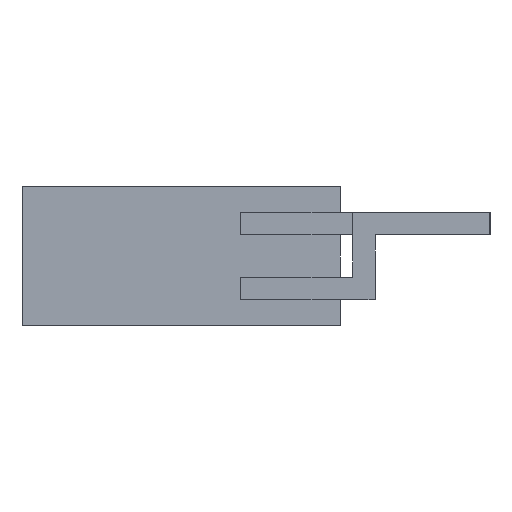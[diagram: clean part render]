
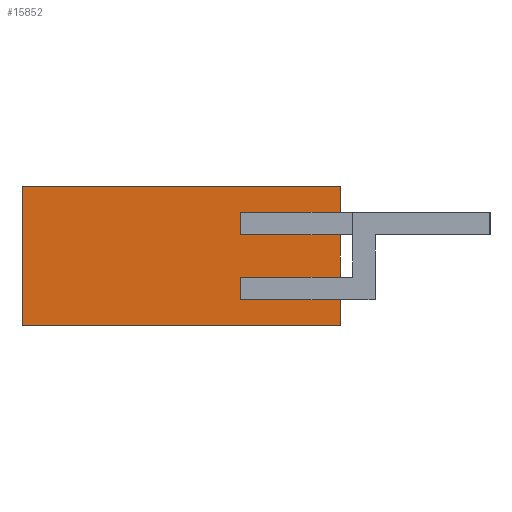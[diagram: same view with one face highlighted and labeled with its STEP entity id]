
A CAD part, left-side view. The second image highlights one B-rep face of the part: STEP entity #15852.
In plain terms, the highlighted planar face has unit normal (-1, 0, 0).
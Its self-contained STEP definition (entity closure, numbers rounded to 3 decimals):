
#380 = VERTEX_POINT ( 'NONE', #1327 ) ;
#411 = VECTOR ( 'NONE', #2862, 1000. ) ;
#1092 = DIRECTION ( 'NONE',  ( 0., 0., 1. ) ) ;
#1121 = CARTESIAN_POINT ( 'NONE',  ( -1000., 12.75, -5.6 ) ) ;
#1327 = CARTESIAN_POINT ( 'NONE',  ( -1000., -4.75, -3.5 ) ) ;
#1837 = ORIENTED_EDGE ( 'NONE', *, *, #15119, .F. ) ;
#1883 = VECTOR ( 'NONE', #6220, 1000. ) ;
#1964 = ORIENTED_EDGE ( 'NONE', *, *, #8788, .F. ) ;
#2068 = EDGE_CURVE ( 'NONE', #12876, #12860, #7699, .T. ) ;
#2089 = EDGE_CURVE ( 'NONE', #8360, #4336, #13627, .T. ) ;
#2283 = FACE_OUTER_BOUND ( 'NONE', #16211, .T. ) ;
#2300 = EDGE_CURVE ( 'NONE', #4722, #11201, #10058, .T. ) ;
#2500 = CARTESIAN_POINT ( 'NONE',  ( -1000., -12.75, 5.6 ) ) ;
#2560 = CARTESIAN_POINT ( 'NONE',  ( -1000., -12.75, 5.6 ) ) ;
#2819 = ORIENTED_EDGE ( 'NONE', *, *, #13983, .F. ) ;
#2862 = DIRECTION ( 'NONE',  ( 0., 0., -1. ) ) ;
#3139 = LINE ( 'NONE', #15364, #6077 ) ;
#3543 = ORIENTED_EDGE ( 'NONE', *, *, #2068, .F. ) ;
#3979 = VECTOR ( 'NONE', #12620, 1000. ) ;
#4336 = VERTEX_POINT ( 'NONE', #16120 ) ;
#4385 = ORIENTED_EDGE ( 'NONE', *, *, #15872, .F. ) ;
#4426 = EDGE_CURVE ( 'NONE', #4336, #4722, #5308, .T. ) ;
#4584 = LINE ( 'NONE', #13629, #7907 ) ;
#4713 = LINE ( 'NONE', #12138, #5105 ) ;
#4722 = VERTEX_POINT ( 'NONE', #13184 ) ;
#4758 = VECTOR ( 'NONE', #5905, 1000. ) ;
#4832 = DIRECTION ( 'NONE',  ( 0., 1., 0. ) ) ;
#4900 = PLANE ( 'NONE',  #6807 ) ;
#5105 = VECTOR ( 'NONE', #13403, 1000. ) ;
#5193 = CARTESIAN_POINT ( 'NONE',  ( -1000., -12.75, -1.7 ) ) ;
#5294 = DIRECTION ( 'NONE',  ( 0., -1., 0. ) ) ;
#5308 = LINE ( 'NONE', #6251, #11590 ) ;
#5395 = CARTESIAN_POINT ( 'NONE',  ( -1000., -12.75, -3.5 ) ) ;
#5632 = LINE ( 'NONE', #8689, #1883 ) ;
#5767 = ORIENTED_EDGE ( 'NONE', *, *, #13219, .F. ) ;
#5783 = ORIENTED_EDGE ( 'NONE', *, *, #2089, .F. ) ;
#5905 = DIRECTION ( 'NONE',  ( 0., -1., 0. ) ) ;
#6053 = LINE ( 'NONE', #9894, #9005 ) ;
#6077 = VECTOR ( 'NONE', #5294, 1000. ) ;
#6170 = CARTESIAN_POINT ( 'NONE',  ( -1000., 0., 0. ) ) ;
#6220 = DIRECTION ( 'NONE',  ( 0., -1., 0. ) ) ;
#6251 = CARTESIAN_POINT ( 'NONE',  ( -1000., -4.75, 3.5 ) ) ;
#6284 = DIRECTION ( 'NONE',  ( 0., 0., -1. ) ) ;
#6678 = ORIENTED_EDGE ( 'NONE', *, *, #14698, .F. ) ;
#6807 = AXIS2_PLACEMENT_3D ( 'NONE', #6170, #14981, #7407 ) ;
#7064 = VECTOR ( 'NONE', #9133, 1000. ) ;
#7118 = CARTESIAN_POINT ( 'NONE',  ( -1000., -12.75, 1.7 ) ) ;
#7142 = CARTESIAN_POINT ( 'NONE',  ( -1000., 12.75, 5.6 ) ) ;
#7297 = VECTOR ( 'NONE', #6284, 1000. ) ;
#7407 = DIRECTION ( 'NONE',  ( 0., 0., -1. ) ) ;
#7462 = LINE ( 'NONE', #15430, #7064 ) ;
#7512 = DIRECTION ( 'NONE',  ( 0., 1., 0. ) ) ;
#7600 = EDGE_CURVE ( 'NONE', #14351, #8360, #11437, .T. ) ;
#7699 = LINE ( 'NONE', #2500, #7297 ) ;
#7786 = CARTESIAN_POINT ( 'NONE',  ( -1000., -12.75, -5.6 ) ) ;
#7869 = VECTOR ( 'NONE', #12671, 1000. ) ;
#7907 = VECTOR ( 'NONE', #4832, 1000. ) ;
#8262 = EDGE_CURVE ( 'NONE', #9902, #380, #7462, .T. ) ;
#8360 = VERTEX_POINT ( 'NONE', #9349 ) ;
#8689 = CARTESIAN_POINT ( 'NONE',  ( -1000., -4.75, 1.7 ) ) ;
#8788 = EDGE_CURVE ( 'NONE', #12860, #8941, #4713, .T. ) ;
#8941 = VERTEX_POINT ( 'NONE', #1121 ) ;
#9005 = VECTOR ( 'NONE', #1092, 1000. ) ;
#9133 = DIRECTION ( 'NONE',  ( 0., 0., -1. ) ) ;
#9294 = ORIENTED_EDGE ( 'NONE', *, *, #2300, .F. ) ;
#9349 = CARTESIAN_POINT ( 'NONE',  ( -1000., -12.75, 5.6 ) ) ;
#9646 = CARTESIAN_POINT ( 'NONE',  ( -1000., 12.75, 5.6 ) ) ;
#9894 = CARTESIAN_POINT ( 'NONE',  ( -1000., 12.75, 5.6 ) ) ;
#9902 = VERTEX_POINT ( 'NONE', #12945 ) ;
#10058 = LINE ( 'NONE', #10354, #411 ) ;
#10354 = CARTESIAN_POINT ( 'NONE',  ( -1000., -4.75, 3.5 ) ) ;
#11201 = VERTEX_POINT ( 'NONE', #15670 ) ;
#11273 = ORIENTED_EDGE ( 'NONE', *, *, #4426, .F. ) ;
#11437 = LINE ( 'NONE', #7142, #4758 ) ;
#11590 = VECTOR ( 'NONE', #7512, 1000. ) ;
#11611 = LINE ( 'NONE', #12614, #7869 ) ;
#12017 = ORIENTED_EDGE ( 'NONE', *, *, #8262, .F. ) ;
#12138 = CARTESIAN_POINT ( 'NONE',  ( -1000., 12.75, -5.6 ) ) ;
#12614 = CARTESIAN_POINT ( 'NONE',  ( -1000., -12.75, 5.6 ) ) ;
#12620 = DIRECTION ( 'NONE',  ( 0., 0., -1. ) ) ;
#12671 = DIRECTION ( 'NONE',  ( 0., 0., -1. ) ) ;
#12856 = ORIENTED_EDGE ( 'NONE', *, *, #7600, .F. ) ;
#12860 = VERTEX_POINT ( 'NONE', #7786 ) ;
#12876 = VERTEX_POINT ( 'NONE', #5395 ) ;
#12945 = CARTESIAN_POINT ( 'NONE',  ( -1000., -4.75, -1.7 ) ) ;
#13132 = VERTEX_POINT ( 'NONE', #7118 ) ;
#13184 = CARTESIAN_POINT ( 'NONE',  ( -1000., -4.75, 3.5 ) ) ;
#13219 = EDGE_CURVE ( 'NONE', #16008, #9902, #4584, .T. ) ;
#13403 = DIRECTION ( 'NONE',  ( 0., 1., 0. ) ) ;
#13627 = LINE ( 'NONE', #2560, #3979 ) ;
#13629 = CARTESIAN_POINT ( 'NONE',  ( -1000., -4.75, -1.7 ) ) ;
#13983 = EDGE_CURVE ( 'NONE', #13132, #16008, #11611, .T. ) ;
#14351 = VERTEX_POINT ( 'NONE', #9646 ) ;
#14698 = EDGE_CURVE ( 'NONE', #380, #12876, #3139, .T. ) ;
#14981 = DIRECTION ( 'NONE',  ( 1., 0., 0. ) ) ;
#15119 = EDGE_CURVE ( 'NONE', #8941, #14351, #6053, .T. ) ;
#15364 = CARTESIAN_POINT ( 'NONE',  ( -1000., -4.75, -3.5 ) ) ;
#15430 = CARTESIAN_POINT ( 'NONE',  ( -1000., -4.75, -3.5 ) ) ;
#15670 = CARTESIAN_POINT ( 'NONE',  ( -1000., -4.75, 1.7 ) ) ;
#15852 = ADVANCED_FACE ( 'NONE', ( #2283 ), #4900, .F. ) ;
#15872 = EDGE_CURVE ( 'NONE', #11201, #13132, #5632, .T. ) ;
#16008 = VERTEX_POINT ( 'NONE', #5193 ) ;
#16120 = CARTESIAN_POINT ( 'NONE',  ( -1000., -12.75, 3.5 ) ) ;
#16211 = EDGE_LOOP ( 'NONE', ( #5767, #2819, #4385, #9294, #11273, #5783, #12856, #1837, #1964, #3543, #6678, #12017 ) ) ;
